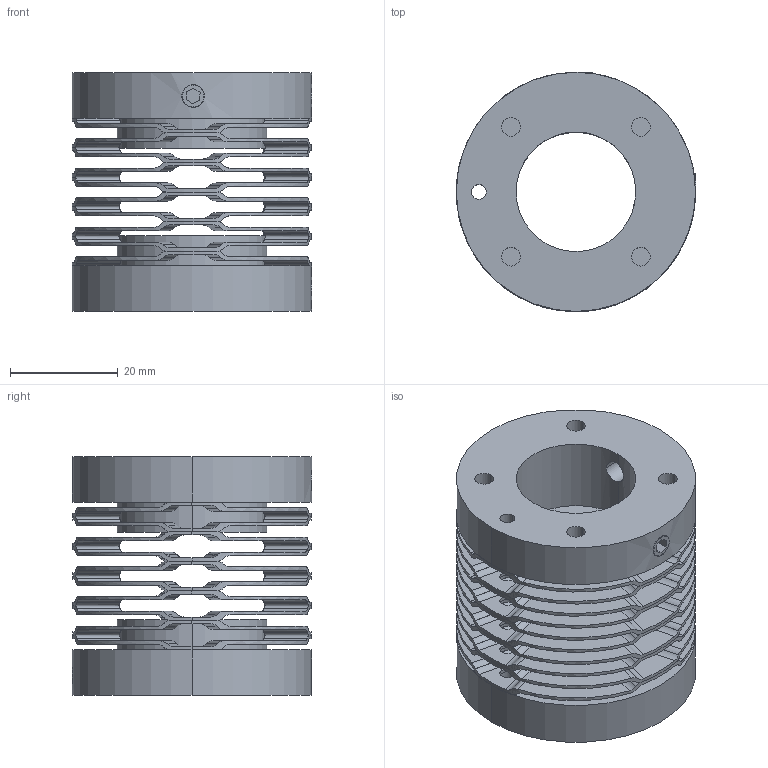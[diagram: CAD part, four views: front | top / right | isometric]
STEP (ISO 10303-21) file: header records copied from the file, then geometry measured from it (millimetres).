
FILE_DESCRIPTION (( 'STEP AP214' ), '1' );
FILE_NAME ('DC-SBS44-1414.STEP', '2015-11-19T18:12:27', ( '' ), ( '' ), 'SwSTEP 2.0', 'SolidWorks 2015', '' );
FILE_SCHEMA (( 'AUTOMOTIVE_DESIGN' ));
Length unit declared in the file: millimetre
Products named in the file (1): DC-SBS44-1414
Bounding box: 44.48 x 44.5 x 44.26 mm (x, y, z)
Volume: 27121.6 mm3; surface area: 32247.7 mm2
Topology: 16 solids, 16 shells, 798 faces, 2344 edges, 1560 vertices
Faces by surface type: cylinder 428, plane 362, cone 8
Entity records: 30365 total; most frequent: CARTESIAN_POINT 10571, ORIENTED_EDGE 4688, DIRECTION 3486, EDGE_CURVE 2344, VERTEX_POINT 1560, AXIS2_PLACEMENT_3D 1327, EDGE_LOOP 852, LINE 832
